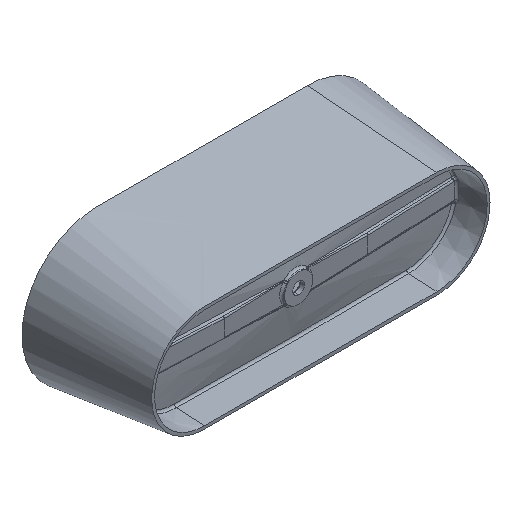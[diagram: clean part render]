
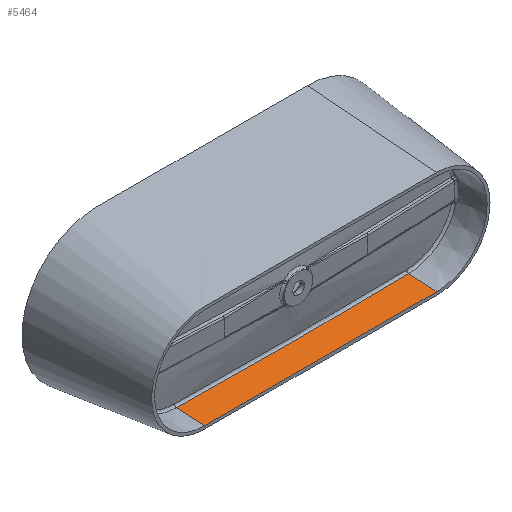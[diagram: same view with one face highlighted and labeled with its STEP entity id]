
A CAD part, isometric view. The second image highlights one B-rep face of the part: STEP entity #5464.
In plain terms, the highlighted planar face has unit normal (0, -0.052, 0.999).
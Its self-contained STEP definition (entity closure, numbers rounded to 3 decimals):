
#769 = EDGE_CURVE ( 'NONE', #14331, #16781, #1409, .T. ) ;
#853 = CARTESIAN_POINT ( 'NONE',  ( -550., -565., -237.476 ) ) ;
#1061 = CARTESIAN_POINT ( 'NONE',  ( -320.842, -434.017, -230.611 ) ) ;
#1409 = B_SPLINE_CURVE_WITH_KNOTS ( 'NONE', 3,
 ( #15153, #12862, #15326, #6084, #4598, #3276, #8642, #14016, #3706, #9244, #2470, #15928, #14352, #1061, #15758, #7663, #2557, #16983 ),
 .UNSPECIFIED., .F., .F.,
 ( 4, 2, 2, 2, 2, 2, 2, 2, 4 ),
 ( 0., 0.138, 0.275, 0.413, 0.55, 0.688, 0.825, 0.963, 1.1 ),
 .UNSPECIFIED. ) ;
#1831 = VERTEX_POINT ( 'NONE', #853 ) ;
#1886 = LINE ( 'NONE', #9799, #15599 ) ;
#2460 = CARTESIAN_POINT ( 'NONE',  ( -550., -430.819, -230.444 ) ) ;
#2470 = CARTESIAN_POINT ( 'NONE',  ( -91.675, -436.369, -230.735 ) ) ;
#2557 = CARTESIAN_POINT ( 'NONE',  ( -504.168, -431.383, -230.473 ) ) ;
#2697 = DIRECTION ( 'NONE',  ( 0., 0.052, -0.999 ) ) ;
#3276 = CARTESIAN_POINT ( 'NONE',  ( 229.177, -435.182, -230.672 ) ) ;
#3483 = EDGE_CURVE ( 'NONE', #14331, #12275, #15666, .T. ) ;
#3594 = CARTESIAN_POINT ( 'NONE',  ( 550., -565., -237.476 ) ) ;
#3706 = CARTESIAN_POINT ( 'NONE',  ( 45.838, -436.557, -230.744 ) ) ;
#3928 = DIRECTION ( 'NONE',  ( 0., 0.999, 0.052 ) ) ;
#4598 = CARTESIAN_POINT ( 'NONE',  ( 320.842, -434.016, -230.611 ) ) ;
#4932 = DIRECTION ( 'NONE',  ( 0., -0.999, -0.052 ) ) ;
#5464 = ADVANCED_FACE ( 'NONE', ( #10262 ), #15631, .F. ) ;
#5569 = CARTESIAN_POINT ( 'NONE',  ( 550., -430.819, -230.444 ) ) ;
#6084 = CARTESIAN_POINT ( 'NONE',  ( 366.673, -433.351, -230.576 ) ) ;
#6214 = ORIENTED_EDGE ( 'NONE', *, *, #8083, .T. ) ;
#7663 = CARTESIAN_POINT ( 'NONE',  ( -458.336, -432.032, -230.507 ) ) ;
#8083 = EDGE_CURVE ( 'NONE', #16781, #1831, #1886, .T. ) ;
#8642 = CARTESIAN_POINT ( 'NONE',  ( 183.344, -435.681, -230.699 ) ) ;
#9244 = CARTESIAN_POINT ( 'NONE',  ( -45.838, -436.557, -230.744 ) ) ;
#9292 = ORIENTED_EDGE ( 'NONE', *, *, #3483, .F. ) ;
#9381 = CARTESIAN_POINT ( 'NONE',  ( -550., -575., -238. ) ) ;
#9386 = AXIS2_PLACEMENT_3D ( 'NONE', #9381, #2697, #3928 ) ;
#9574 = ORIENTED_EDGE ( 'NONE', *, *, #769, .T. ) ;
#9717 = LINE ( 'NONE', #14998, #10925 ) ;
#9799 = CARTESIAN_POINT ( 'NONE',  ( -550., -575., -238. ) ) ;
#10262 = FACE_OUTER_BOUND ( 'NONE', #15698, .T. ) ;
#10385 = CARTESIAN_POINT ( 'NONE',  ( 550., -575., -238. ) ) ;
#10771 = DIRECTION ( 'NONE',  ( -1., 0., 0. ) ) ;
#10925 = VECTOR ( 'NONE', #10771, 1000. ) ;
#11391 = EDGE_CURVE ( 'NONE', #12275, #1831, #9717, .T. ) ;
#12275 = VERTEX_POINT ( 'NONE', #3594 ) ;
#12862 = CARTESIAN_POINT ( 'NONE',  ( 504.168, -431.382, -230.473 ) ) ;
#14016 = CARTESIAN_POINT ( 'NONE',  ( 91.675, -436.369, -230.735 ) ) ;
#14331 = VERTEX_POINT ( 'NONE', #5569 ) ;
#14352 = CARTESIAN_POINT ( 'NONE',  ( -229.177, -435.182, -230.672 ) ) ;
#14998 = CARTESIAN_POINT ( 'NONE',  ( -550., -565., -237.476 ) ) ;
#15153 = CARTESIAN_POINT ( 'NONE',  ( 550., -430.819, -230.444 ) ) ;
#15166 = DIRECTION ( 'NONE',  ( 0., -0.999, -0.052 ) ) ;
#15326 = CARTESIAN_POINT ( 'NONE',  ( 458.336, -432.031, -230.507 ) ) ;
#15599 = VECTOR ( 'NONE', #15166, 1000. ) ;
#15631 = PLANE ( 'NONE',  #9386 ) ;
#15666 = LINE ( 'NONE', #10385, #15877 ) ;
#15698 = EDGE_LOOP ( 'NONE', ( #16630, #9292, #9574, #6214 ) ) ;
#15758 = CARTESIAN_POINT ( 'NONE',  ( -366.673, -433.352, -230.577 ) ) ;
#15877 = VECTOR ( 'NONE', #4932, 1000. ) ;
#15928 = CARTESIAN_POINT ( 'NONE',  ( -183.344, -435.681, -230.699 ) ) ;
#16630 = ORIENTED_EDGE ( 'NONE', *, *, #11391, .F. ) ;
#16781 = VERTEX_POINT ( 'NONE', #2460 ) ;
#16983 = CARTESIAN_POINT ( 'NONE',  ( -550., -430.819, -230.444 ) ) ;
